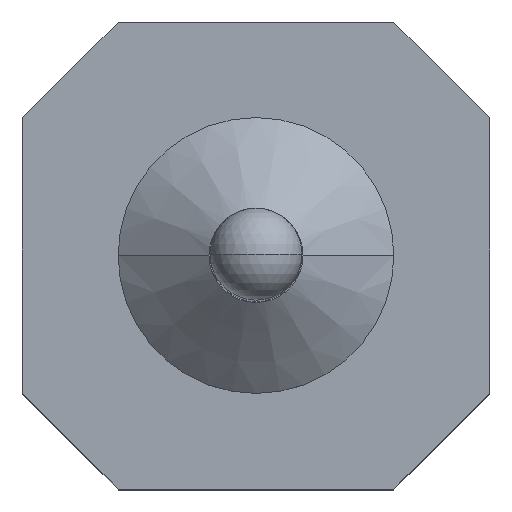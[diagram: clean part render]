
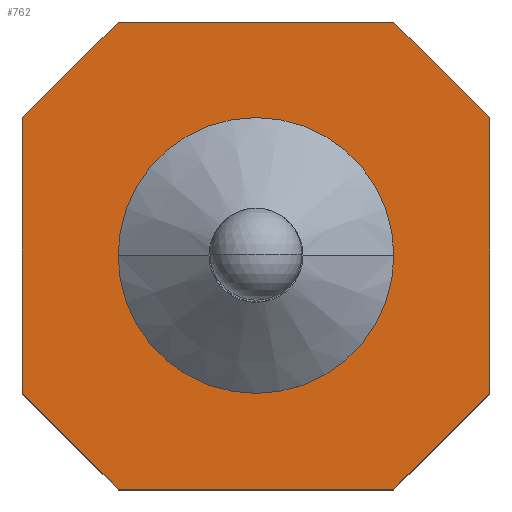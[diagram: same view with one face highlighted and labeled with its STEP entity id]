
A CAD part, top view. The second image highlights one B-rep face of the part: STEP entity #762.
In plain terms, the highlighted planar face has unit normal (0, 0, 1).
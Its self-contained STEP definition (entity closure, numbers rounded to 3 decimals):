
#7 = VERTEX_POINT ( 'NONE', #642 ) ;
#11 = VECTOR ( 'NONE', #100, 1000. ) ;
#14 = CIRCLE ( 'NONE', #208, 0.75 ) ;
#17 = DIRECTION ( 'NONE',  ( 1., 0., 0. ) ) ;
#57 = FACE_BOUND ( 'NONE', #148, .T. ) ;
#66 = DIRECTION ( 'NONE',  ( 0., 0., -1. ) ) ;
#90 = VERTEX_POINT ( 'NONE', #867 ) ;
#100 = DIRECTION ( 'NONE',  ( 0., 1., 0. ) ) ;
#116 = EDGE_CURVE ( 'NONE', #214, #90, #14, .T. ) ;
#146 = VERTEX_POINT ( 'NONE', #985 ) ;
#148 = EDGE_LOOP ( 'NONE', ( #794, #842 ) ) ;
#150 = DIRECTION ( 'NONE',  ( 0.707, 0.707, 0. ) ) ;
#169 = ORIENTED_EDGE ( 'NONE', *, *, #609, .T. ) ;
#170 = VECTOR ( 'NONE', #515, 1000. ) ;
#191 = ORIENTED_EDGE ( 'NONE', *, *, #996, .T. ) ;
#208 = AXIS2_PLACEMENT_3D ( 'NONE', #283, #895, #831 ) ;
#214 = VERTEX_POINT ( 'NONE', #458 ) ;
#261 = VECTOR ( 'NONE', #465, 1000. ) ;
#262 = VERTEX_POINT ( 'NONE', #799 ) ;
#271 = VECTOR ( 'NONE', #150, 1000. ) ;
#275 = LINE ( 'NONE', #718, #975 ) ;
#283 = CARTESIAN_POINT ( 'NONE',  ( 0., 0., 0. ) ) ;
#284 = VERTEX_POINT ( 'NONE', #649 ) ;
#329 = CARTESIAN_POINT ( 'NONE',  ( -0.75, -1.27, 0. ) ) ;
#347 = VECTOR ( 'NONE', #544, 1000. ) ;
#387 = LINE ( 'NONE', #538, #261 ) ;
#396 = CIRCLE ( 'NONE', #961, 0.75 ) ;
#402 = EDGE_CURVE ( 'NONE', #561, #748, #988, .T. ) ;
#419 = EDGE_CURVE ( 'NONE', #262, #513, #453, .T. ) ;
#420 = ORIENTED_EDGE ( 'NONE', *, *, #419, .T. ) ;
#427 = EDGE_CURVE ( 'NONE', #90, #214, #396, .T. ) ;
#434 = CARTESIAN_POINT ( 'NONE',  ( 1.27, -0.75, 0. ) ) ;
#447 = LINE ( 'NONE', #668, #648 ) ;
#453 = LINE ( 'NONE', #984, #170 ) ;
#458 = CARTESIAN_POINT ( 'NONE',  ( 0.75, 0., 0. ) ) ;
#465 = DIRECTION ( 'NONE',  ( -0.707, -0.707, 0. ) ) ;
#475 = AXIS2_PLACEMENT_3D ( 'NONE', #905, #987, #514 ) ;
#498 = EDGE_CURVE ( 'NONE', #748, #262, #780, .T. ) ;
#513 = VERTEX_POINT ( 'NONE', #940 ) ;
#514 = DIRECTION ( 'NONE',  ( 1., 0., 0. ) ) ;
#515 = DIRECTION ( 'NONE',  ( -0.707, 0.707, 0. ) ) ;
#519 = DIRECTION ( 'NONE',  ( 1., 0., 0. ) ) ;
#538 = CARTESIAN_POINT ( 'NONE',  ( -0.75, 1.27, 0. ) ) ;
#540 = CARTESIAN_POINT ( 'NONE',  ( 1.27, -0.75, 0. ) ) ;
#544 = DIRECTION ( 'NONE',  ( 0., -1., 0. ) ) ;
#550 = ORIENTED_EDGE ( 'NONE', *, *, #815, .T. ) ;
#561 = VERTEX_POINT ( 'NONE', #951 ) ;
#609 = EDGE_CURVE ( 'NONE', #7, #695, #613, .T. ) ;
#613 = LINE ( 'NONE', #784, #347 ) ;
#620 = LINE ( 'NONE', #329, #754 ) ;
#626 = DIRECTION ( 'NONE',  ( 0.707, -0.707, 0. ) ) ;
#631 = EDGE_CURVE ( 'NONE', #146, #561, #620, .T. ) ;
#642 = CARTESIAN_POINT ( 'NONE',  ( -1.27, 0.75, 0. ) ) ;
#648 = VECTOR ( 'NONE', #903, 1000. ) ;
#649 = CARTESIAN_POINT ( 'NONE',  ( -0.75, 1.27, 0. ) ) ;
#656 = PLANE ( 'NONE',  #475 ) ;
#666 = CARTESIAN_POINT ( 'NONE',  ( 0.75, -1.27, 0. ) ) ;
#668 = CARTESIAN_POINT ( 'NONE',  ( 0.75, 1.27, 0. ) ) ;
#695 = VERTEX_POINT ( 'NONE', #877 ) ;
#718 = CARTESIAN_POINT ( 'NONE',  ( -1.27, -0.75, 0. ) ) ;
#731 = FACE_OUTER_BOUND ( 'NONE', #986, .T. ) ;
#748 = VERTEX_POINT ( 'NONE', #434 ) ;
#754 = VECTOR ( 'NONE', #17, 1000. ) ;
#756 = CARTESIAN_POINT ( 'NONE',  ( 0., 0., 0. ) ) ;
#762 = ADVANCED_FACE ( 'NONE', ( #57, #731 ), #656, .T. ) ;
#780 = LINE ( 'NONE', #540, #11 ) ;
#783 = ORIENTED_EDGE ( 'NONE', *, *, #631, .T. ) ;
#784 = CARTESIAN_POINT ( 'NONE',  ( -1.27, 0.75, 0. ) ) ;
#794 = ORIENTED_EDGE ( 'NONE', *, *, #116, .T. ) ;
#799 = CARTESIAN_POINT ( 'NONE',  ( 1.27, 0.75, 0. ) ) ;
#815 = EDGE_CURVE ( 'NONE', #284, #7, #387, .T. ) ;
#816 = ORIENTED_EDGE ( 'NONE', *, *, #402, .T. ) ;
#831 = DIRECTION ( 'NONE',  ( 1., 0., 0. ) ) ;
#842 = ORIENTED_EDGE ( 'NONE', *, *, #427, .T. ) ;
#867 = CARTESIAN_POINT ( 'NONE',  ( -0.75, 0., 0. ) ) ;
#877 = CARTESIAN_POINT ( 'NONE',  ( -1.27, -0.75, 0. ) ) ;
#895 = DIRECTION ( 'NONE',  ( 0., 0., -1. ) ) ;
#897 = EDGE_CURVE ( 'NONE', #695, #146, #275, .T. ) ;
#903 = DIRECTION ( 'NONE',  ( -1., 0., 0. ) ) ;
#905 = CARTESIAN_POINT ( 'NONE',  ( 0., 0., 0. ) ) ;
#911 = ORIENTED_EDGE ( 'NONE', *, *, #897, .T. ) ;
#940 = CARTESIAN_POINT ( 'NONE',  ( 0.75, 1.27, 0. ) ) ;
#951 = CARTESIAN_POINT ( 'NONE',  ( 0.75, -1.27, 0. ) ) ;
#961 = AXIS2_PLACEMENT_3D ( 'NONE', #756, #66, #519 ) ;
#975 = VECTOR ( 'NONE', #626, 1000. ) ;
#984 = CARTESIAN_POINT ( 'NONE',  ( 1.27, 0.75, 0. ) ) ;
#985 = CARTESIAN_POINT ( 'NONE',  ( -0.75, -1.27, 0. ) ) ;
#986 = EDGE_LOOP ( 'NONE', ( #550, #169, #911, #783, #816, #993, #420, #191 ) ) ;
#987 = DIRECTION ( 'NONE',  ( 0., 0., 1. ) ) ;
#988 = LINE ( 'NONE', #666, #271 ) ;
#993 = ORIENTED_EDGE ( 'NONE', *, *, #498, .T. ) ;
#996 = EDGE_CURVE ( 'NONE', #513, #284, #447, .T. ) ;
